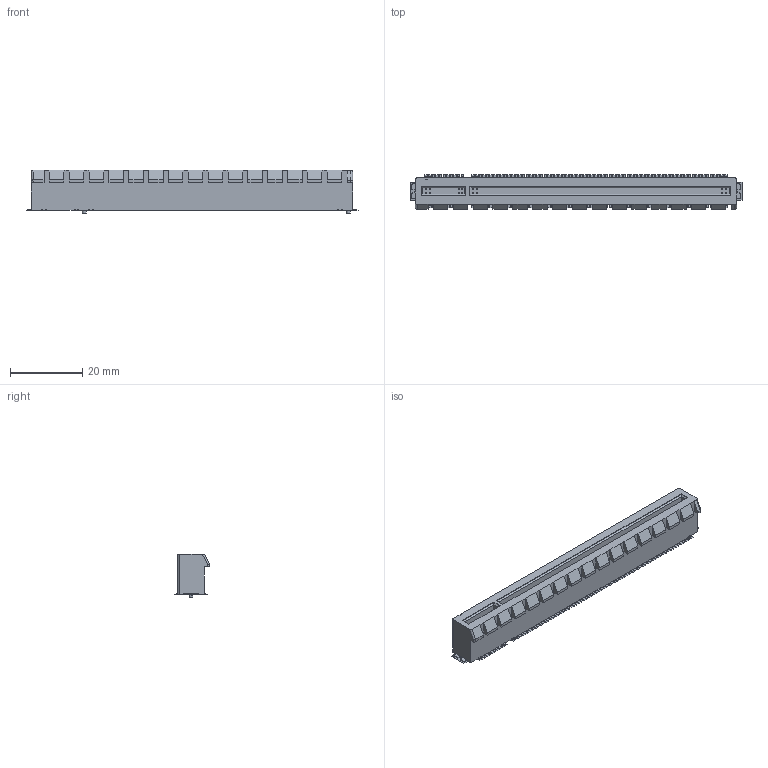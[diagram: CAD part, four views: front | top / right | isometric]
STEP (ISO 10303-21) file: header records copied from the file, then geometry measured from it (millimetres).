
FILE_DESCRIPTION(/* description */ (''),/* implementation_level */ '2;1');
FILE_NAME(/* name */ '080-1665-000_1.stp',/* time_stamp */ '2023-11-01T20:46:21+03:00',/* author */ (''),/* organization */ (''),/* preprocessor_version */ 'ST-DEVELOPER v16.7',/* originating_system */ 'SIEMENS PLM Software NX 12.0',/* authorisation */ '');
FILE_SCHEMA (('AUTOMOTIVE_DESIGN { 1 0 10303 214 3 1 1 1 }'));
Length unit declared in the file: millimetre
Products named in the file (1): 080-1665-000_1
Bounding box: 92 x 9.7 x 12.17 mm (x, y, z)
Volume: 6384.8 mm3; surface area: 5577.7 mm2
Topology: 149 solids, 149 shells, 1381 faces, 3147 edges, 2085 vertices
Faces by surface type: plane 1293, cylinder 83, cone 4, extrusion 1
Entity records: 42568 total; most frequent: CARTESIAN_POINT 6713, ORIENTED_EDGE 6294, DIRECTION 6073, EDGE_CURVE 3147, VECTOR 2945, LINE 2944, VERTEX_POINT 2085, AXIS2_PLACEMENT_3D 1564
